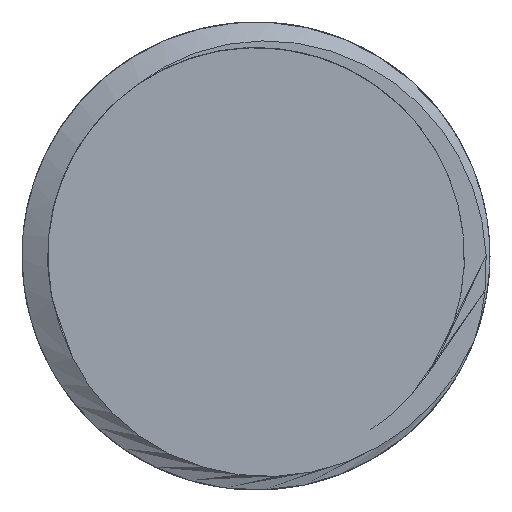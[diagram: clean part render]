
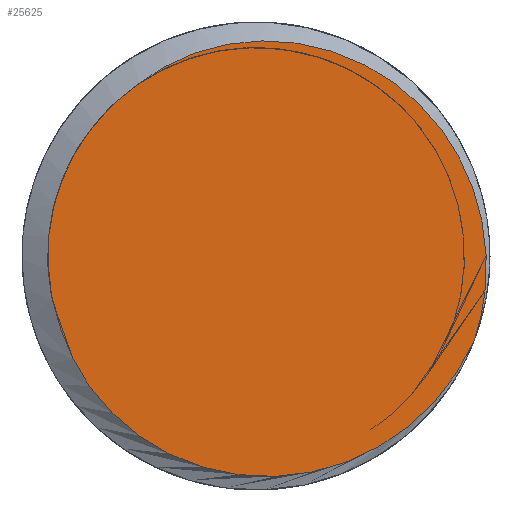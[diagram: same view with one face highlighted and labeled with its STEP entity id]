
A CAD part, left-side view. The second image highlights one B-rep face of the part: STEP entity #25625.
In plain terms, the highlighted free-form (B-spline) face has degree [1, 1] with [2, 2] control points.
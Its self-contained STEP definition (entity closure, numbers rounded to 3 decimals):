
#23959=CARTESIAN_POINT('',(35.455,-5.765,-2.225));
#23960=VERTEX_POINT('',#23959);
#24082=CARTESIAN_POINT('',(35.455,5.152,-1.932));
#24083=VERTEX_POINT('',#24082);
#24084=CARTESIAN_POINT('',(35.455,-5.765,-2.225));
#24085=CARTESIAN_POINT('',(35.455,-4.758,-4.508));
#24086=CARTESIAN_POINT('',(35.455,-2.454,-5.96));
#24087=CARTESIAN_POINT('',(35.455,2.453,-5.674));
#24088=CARTESIAN_POINT('',(35.455,4.459,-4.094));
#24089=CARTESIAN_POINT('',(35.455,5.155,-1.932));
#24090=B_SPLINE_CURVE_WITH_KNOTS('',3,(#24084,#24085,#24086,#24087,#24088,#24089),.UNSPECIFIED.,.F.,.U.,(4,2,4),(0.,0.823,1.61),.UNSPECIFIED.);
#24091=EDGE_CURVE('',#23960,#24083,#24090,.T.);
#24982=CARTESIAN_POINT('',(35.455,3.207,4.469));
#24983=VERTEX_POINT('',#24982);
#24995=CARTESIAN_POINT('',(35.455,3.208,4.47));
#24996=CARTESIAN_POINT('',(35.455,1.706,5.68));
#24997=CARTESIAN_POINT('',(35.455,-0.364,6.02));
#24998=CARTESIAN_POINT('',(35.455,-5.291,4.192));
#24999=CARTESIAN_POINT('',(35.455,-6.784,0.839));
#25000=CARTESIAN_POINT('',(35.455,-5.765,-2.225));
#25001=B_SPLINE_CURVE_WITH_KNOTS('',3,(#24995,#24996,#24997,#24998,#24999,#25000),.UNSPECIFIED.,.F.,.U.,(4,2,4),(0.162,0.777,1.777),.UNSPECIFIED.);
#25002=EDGE_CURVE('',#24983,#23960,#25001,.T.);
#25608=CARTESIAN_POINT('',(35.455,24.988,28.503));
#25609=CARTESIAN_POINT('',(35.455,-24.988,28.503));
#25610=CARTESIAN_POINT('',(35.455,24.988,-21.474));
#25611=CARTESIAN_POINT('',(35.455,-24.988,-21.474));
#25612=B_SPLINE_SURFACE_WITH_KNOTS('',1,1,((#25608,#25609),(#25610,#25611)),.PLANE_SURF.,.F.,.F.,.U.,(2,2),(2,2),(0.,1.),(0.,1.),.UNSPECIFIED.);
#25613=ORIENTED_EDGE('',*,*,#24091,.F.);
#25614=ORIENTED_EDGE('',*,*,#25002,.F.);
#25615=CARTESIAN_POINT('',(35.455,5.15,-1.931));
#25616=CARTESIAN_POINT('',(35.455,5.5,-0.997));
#25617=CARTESIAN_POINT('',(35.455,5.5,0.));
#25618=CARTESIAN_POINT('',(35.455,5.5,2.823));
#25619=CARTESIAN_POINT('',(35.455,3.207,4.469));
#25620=(BOUNDED_CURVE()B_SPLINE_CURVE(2,(#25615,#25616,#25617,#25618,#25619),.CIRCULAR_ARC.,.F.,.U.)B_SPLINE_CURVE_WITH_KNOTS((3,2,3),(8.377,11.,17.584),.UNSPECIFIED.)CURVE()GEOMETRIC_REPRESENTATION_ITEM()RATIONAL_B_SPLINE_CURVE((0.894,0.93,1.,0.825,0.859))REPRESENTATION_ITEM(''));
#25621=EDGE_CURVE('',#24083,#24983,#25620,.T.);
#25622=ORIENTED_EDGE('',*,*,#25621,.F.);
#25623=EDGE_LOOP('',(#25613,#25614,#25622));
#25624=FACE_OUTER_BOUND('',#25623,.T.);
#25625=ADVANCED_FACE('',(#25624),#25612,.T.);
